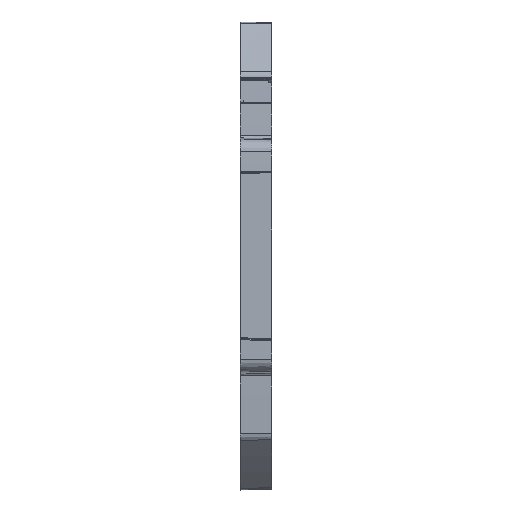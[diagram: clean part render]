
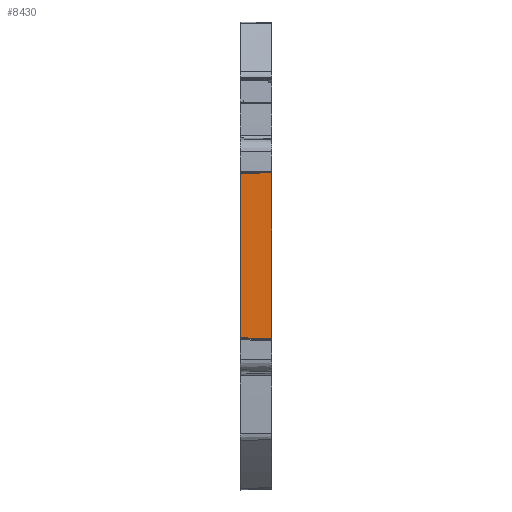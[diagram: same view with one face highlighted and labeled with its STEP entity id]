
A CAD part, top view. The second image highlights one B-rep face of the part: STEP entity #8430.
In plain terms, the highlighted planar face has unit normal (0.009, 0, 1).
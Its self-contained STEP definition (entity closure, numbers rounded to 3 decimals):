
#373=DIRECTION('',(0.,-1.,0.));
#374=VECTOR('',#373,31.701);
#375=CARTESIAN_POINT('',(3.,15.851,69.349));
#376=LINE('',#375,#374);
#1526=DIRECTION('',(0.,1.,0.));
#1527=VECTOR('',#1526,31.6);
#1528=CARTESIAN_POINT('',(-3.,-15.801,
69.402));
#1529=LINE('',#1528,#1527);
#1535=CARTESIAN_POINT('',(-3.,-15.801,
69.402));
#2384=CARTESIAN_POINT('',(3.,15.851,69.349));
#2391=DIRECTION('',(-1.,-0.009,0.009));
#2392=VECTOR('',#2391,6.);
#2393=CARTESIAN_POINT('',(3.,15.851,69.349));
#2394=LINE('',#2393,#2392);
#2395=DIRECTION('',(1.,-0.008,-0.009));
#2396=VECTOR('',#2395,6.);
#2397=CARTESIAN_POINT('',(-3.,-15.801,
69.402));
#2398=LINE('',#2397,#2396);
#4761=VERTEX_POINT('',#2384);
#4762=CARTESIAN_POINT('',(3.,-15.851,69.349));
#4763=VERTEX_POINT('',#4762);
#5041=VERTEX_POINT('',#1535);
#5042=CARTESIAN_POINT('',(-3.,15.798,69.402));
#5043=VERTEX_POINT('',#5042);
#8418=CARTESIAN_POINT('',(3.,16.041,69.349));
#8419=DIRECTION('',(0.009,0.,1.));
#8420=DIRECTION('',(1.,0.,-0.009));
#8421=AXIS2_PLACEMENT_3D('',#8418,#8419,#8420);
#8422=PLANE('',#8421);
#8423=ORIENTED_EDGE('',*,*,#8397,.F.);
#8424=ORIENTED_EDGE('',*,*,#5989,.T.);
#8426=ORIENTED_EDGE('',*,*,#8425,.F.);
#8427=ORIENTED_EDGE('',*,*,#7375,.T.);
#8428=EDGE_LOOP('',(#8423,#8424,#8426,#8427));
#8429=FACE_OUTER_BOUND('',#8428,.F.);
#8430=ADVANCED_FACE('',(#8429),#8422,.T.);
#5989=EDGE_CURVE('',#4761,#4763,#376,.T.);
#7375=EDGE_CURVE('',#5041,#5043,#1529,.T.);
#8397=EDGE_CURVE('',#4761,#5043,#2394,.T.);
#8425=EDGE_CURVE('',#5041,#4763,#2398,.T.);
